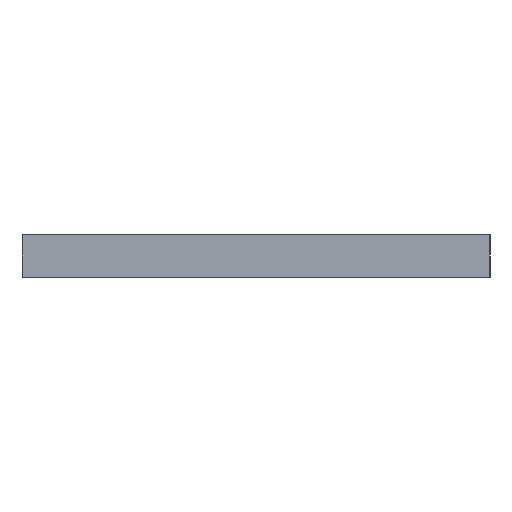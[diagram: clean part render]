
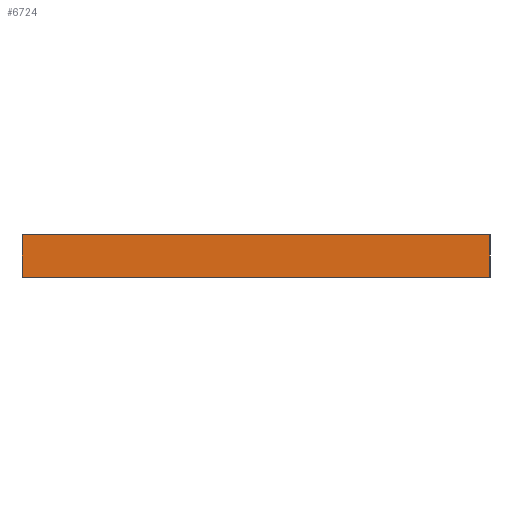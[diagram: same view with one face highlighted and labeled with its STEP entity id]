
A CAD part, left-side view. The second image highlights one B-rep face of the part: STEP entity #6724.
In plain terms, the highlighted planar face has unit normal (-1, 0, 0).
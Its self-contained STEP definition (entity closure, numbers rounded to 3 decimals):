
#55 = PLANE('',#56);
#56 = AXIS2_PLACEMENT_3D('',#57,#58,#59);
#57 = CARTESIAN_POINT('',(148.501,-105.004,0.));
#58 = DIRECTION('',(-0.,-0.,-1.));
#59 = DIRECTION('',(-1.,0.,0.));
#111 = PLANE('',#112);
#112 = AXIS2_PLACEMENT_3D('',#113,#114,#115);
#113 = CARTESIAN_POINT('',(148.501,-105.004,1.6));
#114 = DIRECTION('',(-0.,-0.,-1.));
#115 = DIRECTION('',(-1.,0.,0.));
#1059 = VERTEX_POINT('',#1060);
#1060 = CARTESIAN_POINT('',(126.911,-113.894,0.));
#1074 = PLANE('',#1075);
#1075 = AXIS2_PLACEMENT_3D('',#1076,#1077,#1078);
#1076 = CARTESIAN_POINT('',(170.091,-113.894,0.));
#1077 = DIRECTION('',(0.,-1.,0.));
#1078 = DIRECTION('',(-1.,0.,0.));
#1086 = EDGE_CURVE('',#1059,#1087,#1089,.T.);
#1087 = VERTEX_POINT('',#1088);
#1088 = CARTESIAN_POINT('',(126.911,-96.114,0.));
#1089 = SURFACE_CURVE('',#1090,(#1094,#1101),.PCURVE_S1.);
#1090 = LINE('',#1091,#1092);
#1091 = CARTESIAN_POINT('',(126.911,-113.894,0.));
#1092 = VECTOR('',#1093,1.);
#1093 = DIRECTION('',(0.,1.,0.));
#1094 = PCURVE('',#55,#1095);
#1095 = DEFINITIONAL_REPRESENTATION('',(#1096),#1100);
#1096 = LINE('',#1097,#1098);
#1097 = CARTESIAN_POINT('',(21.59,-8.89));
#1098 = VECTOR('',#1099,1.);
#1099 = DIRECTION('',(0.,1.));
#1100 = ( GEOMETRIC_REPRESENTATION_CONTEXT(2) 
PARAMETRIC_REPRESENTATION_CONTEXT() REPRESENTATION_CONTEXT('2D SPACE',''
  ) );
#1101 = PCURVE('',#1102,#1107);
#1102 = PLANE('',#1103);
#1103 = AXIS2_PLACEMENT_3D('',#1104,#1105,#1106);
#1104 = CARTESIAN_POINT('',(126.911,-113.894,0.));
#1105 = DIRECTION('',(-1.,0.,0.));
#1106 = DIRECTION('',(0.,1.,0.));
#1107 = DEFINITIONAL_REPRESENTATION('',(#1108),#1112);
#1108 = LINE('',#1109,#1110);
#1109 = CARTESIAN_POINT('',(0.,0.));
#1110 = VECTOR('',#1111,1.);
#1111 = DIRECTION('',(1.,0.));
#1112 = ( GEOMETRIC_REPRESENTATION_CONTEXT(2) 
PARAMETRIC_REPRESENTATION_CONTEXT() REPRESENTATION_CONTEXT('2D SPACE',''
  ) );
#1130 = PLANE('',#1131);
#1131 = AXIS2_PLACEMENT_3D('',#1132,#1133,#1134);
#1132 = CARTESIAN_POINT('',(126.911,-96.114,0.));
#1133 = DIRECTION('',(0.,1.,0.));
#1134 = DIRECTION('',(1.,0.,0.));
#4040 = VERTEX_POINT('',#4041);
#4041 = CARTESIAN_POINT('',(126.911,-113.894,1.6));
#4062 = EDGE_CURVE('',#4040,#4063,#4065,.T.);
#4063 = VERTEX_POINT('',#4064);
#4064 = CARTESIAN_POINT('',(126.911,-96.114,1.6));
#4065 = SURFACE_CURVE('',#4066,(#4070,#4077),.PCURVE_S1.);
#4066 = LINE('',#4067,#4068);
#4067 = CARTESIAN_POINT('',(126.911,-113.894,1.6));
#4068 = VECTOR('',#4069,1.);
#4069 = DIRECTION('',(0.,1.,0.));
#4070 = PCURVE('',#111,#4071);
#4071 = DEFINITIONAL_REPRESENTATION('',(#4072),#4076);
#4072 = LINE('',#4073,#4074);
#4073 = CARTESIAN_POINT('',(21.59,-8.89));
#4074 = VECTOR('',#4075,1.);
#4075 = DIRECTION('',(0.,1.));
#4076 = ( GEOMETRIC_REPRESENTATION_CONTEXT(2) 
PARAMETRIC_REPRESENTATION_CONTEXT() REPRESENTATION_CONTEXT('2D SPACE',''
  ) );
#4077 = PCURVE('',#1102,#4078);
#4078 = DEFINITIONAL_REPRESENTATION('',(#4079),#4083);
#4079 = LINE('',#4080,#4081);
#4080 = CARTESIAN_POINT('',(0.,-1.6));
#4081 = VECTOR('',#4082,1.);
#4082 = DIRECTION('',(1.,0.));
#4083 = ( GEOMETRIC_REPRESENTATION_CONTEXT(2) 
PARAMETRIC_REPRESENTATION_CONTEXT() REPRESENTATION_CONTEXT('2D SPACE',''
  ) );
#6702 = EDGE_CURVE('',#1087,#4063,#6703,.T.);
#6703 = SURFACE_CURVE('',#6704,(#6708,#6715),.PCURVE_S1.);
#6704 = LINE('',#6705,#6706);
#6705 = CARTESIAN_POINT('',(126.911,-96.114,0.));
#6706 = VECTOR('',#6707,1.);
#6707 = DIRECTION('',(0.,0.,1.));
#6708 = PCURVE('',#1130,#6709);
#6709 = DEFINITIONAL_REPRESENTATION('',(#6710),#6714);
#6710 = LINE('',#6711,#6712);
#6711 = CARTESIAN_POINT('',(0.,0.));
#6712 = VECTOR('',#6713,1.);
#6713 = DIRECTION('',(0.,-1.));
#6714 = ( GEOMETRIC_REPRESENTATION_CONTEXT(2) 
PARAMETRIC_REPRESENTATION_CONTEXT() REPRESENTATION_CONTEXT('2D SPACE',''
  ) );
#6715 = PCURVE('',#1102,#6716);
#6716 = DEFINITIONAL_REPRESENTATION('',(#6717),#6721);
#6717 = LINE('',#6718,#6719);
#6718 = CARTESIAN_POINT('',(17.78,0.));
#6719 = VECTOR('',#6720,1.);
#6720 = DIRECTION('',(0.,-1.));
#6721 = ( GEOMETRIC_REPRESENTATION_CONTEXT(2) 
PARAMETRIC_REPRESENTATION_CONTEXT() REPRESENTATION_CONTEXT('2D SPACE',''
  ) );
#6724 = ADVANCED_FACE('',(#6725),#1102,.T.);
#6725 = FACE_BOUND('',#6726,.T.);
#6726 = EDGE_LOOP('',(#6727,#6748,#6749,#6750));
#6727 = ORIENTED_EDGE('',*,*,#6728,.T.);
#6728 = EDGE_CURVE('',#1059,#4040,#6729,.T.);
#6729 = SURFACE_CURVE('',#6730,(#6734,#6741),.PCURVE_S1.);
#6730 = LINE('',#6731,#6732);
#6731 = CARTESIAN_POINT('',(126.911,-113.894,0.));
#6732 = VECTOR('',#6733,1.);
#6733 = DIRECTION('',(0.,0.,1.));
#6734 = PCURVE('',#1102,#6735);
#6735 = DEFINITIONAL_REPRESENTATION('',(#6736),#6740);
#6736 = LINE('',#6737,#6738);
#6737 = CARTESIAN_POINT('',(0.,0.));
#6738 = VECTOR('',#6739,1.);
#6739 = DIRECTION('',(0.,-1.));
#6740 = ( GEOMETRIC_REPRESENTATION_CONTEXT(2) 
PARAMETRIC_REPRESENTATION_CONTEXT() REPRESENTATION_CONTEXT('2D SPACE',''
  ) );
#6741 = PCURVE('',#1074,#6742);
#6742 = DEFINITIONAL_REPRESENTATION('',(#6743),#6747);
#6743 = LINE('',#6744,#6745);
#6744 = CARTESIAN_POINT('',(43.18,0.));
#6745 = VECTOR('',#6746,1.);
#6746 = DIRECTION('',(0.,-1.));
#6747 = ( GEOMETRIC_REPRESENTATION_CONTEXT(2) 
PARAMETRIC_REPRESENTATION_CONTEXT() REPRESENTATION_CONTEXT('2D SPACE',''
  ) );
#6748 = ORIENTED_EDGE('',*,*,#4062,.T.);
#6749 = ORIENTED_EDGE('',*,*,#6702,.F.);
#6750 = ORIENTED_EDGE('',*,*,#1086,.F.);
